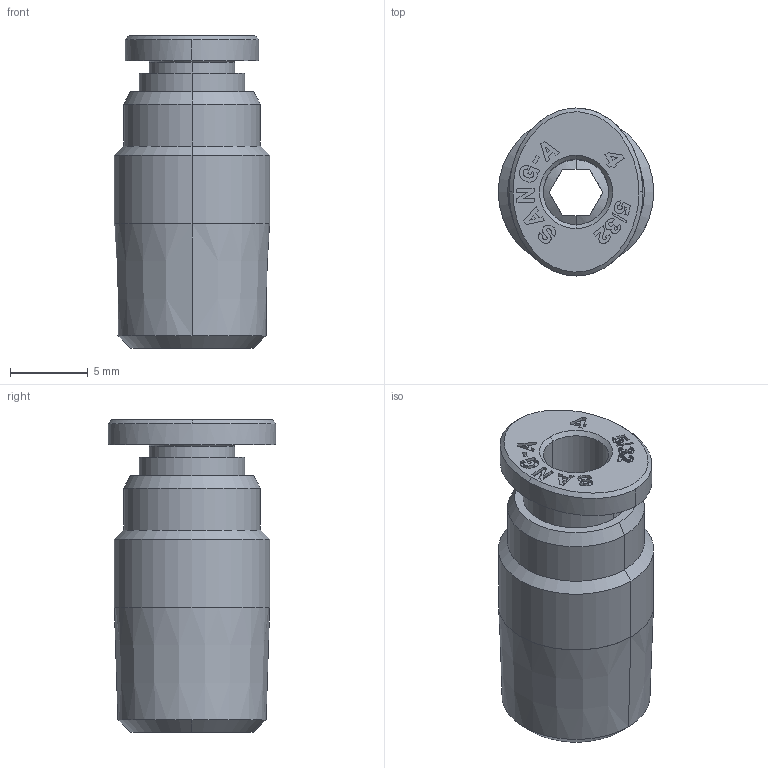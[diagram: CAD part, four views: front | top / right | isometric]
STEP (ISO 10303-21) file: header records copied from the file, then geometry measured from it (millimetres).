
FILE_DESCRIPTION (( 'STEP AP214' ), '1' );
FILE_NAME ('POC04-01.stp', '2015-10-22T12:48:21', ( '' ), ( '' ), 'SwSTEP 2.0', 'SolidWorks 2015', '' );
FILE_SCHEMA (( 'AUTOMOTIVE_DESIGN' ));
Length unit declared in the file: millimetre
Products named in the file (1): POC04-01
Bounding box: 10 x 10.8 x 20.1 mm (x, y, z)
Surface area: 1019.4 mm2 (no closed solid volume)
Topology: 0 solids, 2 shells, 377 faces, 1132 edges, 750 vertices
Faces by surface type: plane 313, bspline 30, cylinder 18, cone 16
Entity records: 17388 total; most frequent: CARTESIAN_POINT 3381, ORIENTED_EDGE 2156, DIRECTION 1798, EDGE_CURVE 1132, LINE 998, VECTOR 998, VERTEX_POINT 750, AXIS2_PLACEMENT_3D 400
